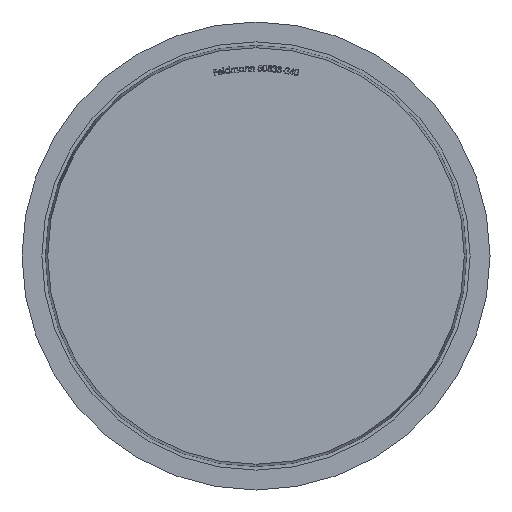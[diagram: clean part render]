
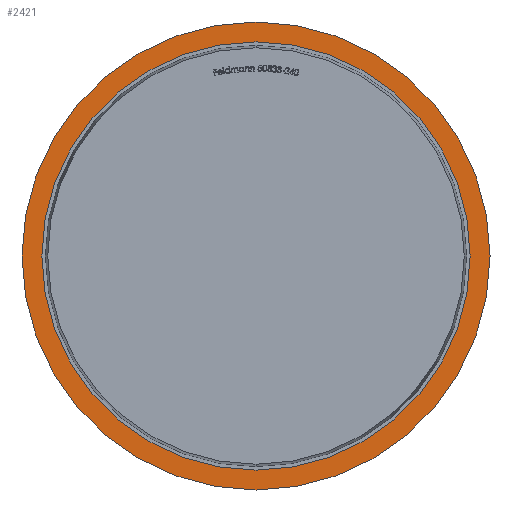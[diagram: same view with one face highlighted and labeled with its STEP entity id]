
A CAD part, front view. The second image highlights one B-rep face of the part: STEP entity #2421.
In plain terms, the highlighted planar face has unit normal (0, -1, 0).
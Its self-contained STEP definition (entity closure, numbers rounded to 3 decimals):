
#577 = CIRCLE ( 'NONE', #9480, 18. ) ;
#669 = EDGE_CURVE ( 'NONE', #697, #10050, #577, .T. ) ;
#697 = VERTEX_POINT ( 'NONE', #13498 ) ;
#1361 = CARTESIAN_POINT ( 'NONE',  ( 0., 4.5, -18. ) ) ;
#1617 = VERTEX_POINT ( 'NONE', #2561 ) ;
#1757 = DIRECTION ( 'NONE',  ( 0., 1., 0. ) ) ;
#2336 = DIRECTION ( 'NONE',  ( 0., 0., -1. ) ) ;
#2382 = CIRCLE ( 'NONE', #12233, 20. ) ;
#2421 = ADVANCED_FACE ( 'NONE', ( #6623, #5376 ), #13785, .T. ) ;
#2561 = CARTESIAN_POINT ( 'NONE',  ( 0., 4.5, -20. ) ) ;
#2756 = DIRECTION ( 'NONE',  ( 0., 0., 1. ) ) ;
#3661 = ORIENTED_EDGE ( 'NONE', *, *, #11888, .F. ) ;
#3838 = EDGE_CURVE ( 'NONE', #10050, #697, #6770, .T. ) ;
#3903 = DIRECTION ( 'NONE',  ( 0., 0., 1. ) ) ;
#4068 = VERTEX_POINT ( 'NONE', #12472 ) ;
#4073 = CARTESIAN_POINT ( 'NONE',  ( 0., 4.5, 0. ) ) ;
#5376 = FACE_OUTER_BOUND ( 'NONE', #6299, .T. ) ;
#5422 = CIRCLE ( 'NONE', #9982, 20. ) ;
#6299 = EDGE_LOOP ( 'NONE', ( #3661, #12378 ) ) ;
#6367 = CARTESIAN_POINT ( 'NONE',  ( 0., 4.5, 0. ) ) ;
#6463 = DIRECTION ( 'NONE',  ( 0., 0., 1. ) ) ;
#6623 = FACE_BOUND ( 'NONE', #12514, .T. ) ;
#6726 = ORIENTED_EDGE ( 'NONE', *, *, #3838, .T. ) ;
#6770 = CIRCLE ( 'NONE', #7305, 18. ) ;
#7282 = DIRECTION ( 'NONE',  ( 0., 0., 1. ) ) ;
#7305 = AXIS2_PLACEMENT_3D ( 'NONE', #6367, #7337, #3903 ) ;
#7337 = DIRECTION ( 'NONE',  ( 0., 1., 0. ) ) ;
#7868 = DIRECTION ( 'NONE',  ( 0., 1., 0. ) ) ;
#8470 = DIRECTION ( 'NONE',  ( 0., 1., 0. ) ) ;
#9150 = CARTESIAN_POINT ( 'NONE',  ( 0., 4.5, 0. ) ) ;
#9294 = AXIS2_PLACEMENT_3D ( 'NONE', #9150, #10282, #2336 ) ;
#9480 = AXIS2_PLACEMENT_3D ( 'NONE', #4073, #7868, #6463 ) ;
#9982 = AXIS2_PLACEMENT_3D ( 'NONE', #14117, #8470, #7282 ) ;
#10050 = VERTEX_POINT ( 'NONE', #1361 ) ;
#10282 = DIRECTION ( 'NONE',  ( 0., -1., 0. ) ) ;
#11888 = EDGE_CURVE ( 'NONE', #4068, #1617, #5422, .T. ) ;
#11910 = EDGE_CURVE ( 'NONE', #1617, #4068, #2382, .T. ) ;
#12233 = AXIS2_PLACEMENT_3D ( 'NONE', #14167, #1757, #2756 ) ;
#12378 = ORIENTED_EDGE ( 'NONE', *, *, #11910, .F. ) ;
#12472 = CARTESIAN_POINT ( 'NONE',  ( 0., 4.5, 20. ) ) ;
#12514 = EDGE_LOOP ( 'NONE', ( #6726, #13030 ) ) ;
#13030 = ORIENTED_EDGE ( 'NONE', *, *, #669, .T. ) ;
#13498 = CARTESIAN_POINT ( 'NONE',  ( 0., 4.5, 18. ) ) ;
#13785 = PLANE ( 'NONE',  #9294 ) ;
#14117 = CARTESIAN_POINT ( 'NONE',  ( 0., 4.5, 0. ) ) ;
#14167 = CARTESIAN_POINT ( 'NONE',  ( 0., 4.5, 0. ) ) ;
